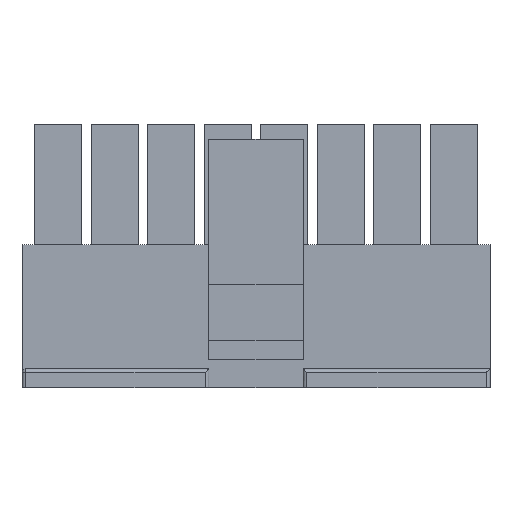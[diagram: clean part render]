
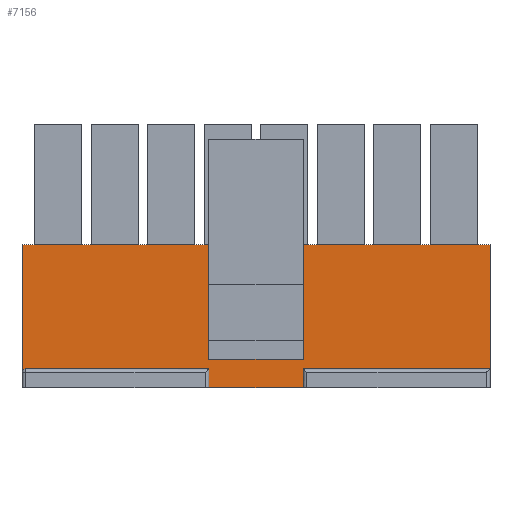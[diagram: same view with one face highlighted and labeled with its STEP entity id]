
A CAD part, top view. The second image highlights one B-rep face of the part: STEP entity #7156.
In plain terms, the highlighted planar face has unit normal (0, 0, 1).
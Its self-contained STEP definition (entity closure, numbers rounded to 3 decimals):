
#47=CIRCLE('',#7567,0.2);
#955=ORIENTED_EDGE('',*,*,#2107,.F.);
#956=ORIENTED_EDGE('',*,*,#2777,.T.);
#957=ORIENTED_EDGE('',*,*,#2113,.T.);
#958=ORIENTED_EDGE('',*,*,#2778,.T.);
#959=ORIENTED_EDGE('',*,*,#2779,.T.);
#960=ORIENTED_EDGE('',*,*,#2780,.F.);
#961=ORIENTED_EDGE('',*,*,#2781,.F.);
#962=ORIENTED_EDGE('',*,*,#2782,.F.);
#963=ORIENTED_EDGE('',*,*,#2783,.T.);
#964=ORIENTED_EDGE('',*,*,#2784,.F.);
#965=ORIENTED_EDGE('',*,*,#2785,.T.);
#966=ORIENTED_EDGE('',*,*,#2770,.F.);
#967=ORIENTED_EDGE('',*,*,#2786,.T.);
#968=ORIENTED_EDGE('',*,*,#2213,.F.);
#969=ORIENTED_EDGE('',*,*,#2787,.F.);
#970=ORIENTED_EDGE('',*,*,#2769,.F.);
#971=ORIENTED_EDGE('',*,*,#2788,.T.);
#2107=EDGE_CURVE('',#3132,#3133,#3786,.T.);
#2113=EDGE_CURVE('',#3138,#3139,#3792,.T.);
#2213=EDGE_CURVE('',#3219,#3220,#3891,.T.);
#2769=EDGE_CURVE('',#3647,#3644,#4442,.T.);
#2770=EDGE_CURVE('',#3648,#3649,#4443,.T.);
#2777=EDGE_CURVE('',#3132,#3138,#4450,.T.);
#2778=EDGE_CURVE('',#3139,#3133,#4451,.T.);
#2779=EDGE_CURVE('',#3654,#3655,#4452,.T.);
#2780=EDGE_CURVE('',#3656,#3655,#4453,.T.);
#2781=EDGE_CURVE('',#3657,#3656,#4454,.T.);
#2782=EDGE_CURVE('',#3654,#3657,#4455,.T.);
#2783=EDGE_CURVE('',#3658,#3659,#4456,.T.);
#2784=EDGE_CURVE('',#3660,#3659,#4457,.T.);
#2785=EDGE_CURVE('',#3660,#3649,#47,.F.);
#2786=EDGE_CURVE('',#3648,#3220,#4458,.T.);
#2787=EDGE_CURVE('',#3644,#3219,#4459,.T.);
#2788=EDGE_CURVE('',#3647,#3658,#4460,.T.);
#3132=VERTEX_POINT('',#9664);
#3133=VERTEX_POINT('',#9666);
#3138=VERTEX_POINT('',#9679);
#3139=VERTEX_POINT('',#9680);
#3219=VERTEX_POINT('',#9876);
#3220=VERTEX_POINT('',#9878);
#3644=VERTEX_POINT('',#10970);
#3647=VERTEX_POINT('',#10975);
#3648=VERTEX_POINT('',#10979);
#3649=VERTEX_POINT('',#10980);
#3654=VERTEX_POINT('',#10996);
#3655=VERTEX_POINT('',#10997);
#3656=VERTEX_POINT('',#10999);
#3657=VERTEX_POINT('',#11001);
#3658=VERTEX_POINT('',#11004);
#3659=VERTEX_POINT('',#11005);
#3660=VERTEX_POINT('',#11007);
#3786=LINE('',#9665,#4792);
#3792=LINE('',#9678,#4798);
#3891=LINE('',#9877,#4897);
#4442=LINE('',#10976,#5448);
#4443=LINE('',#10978,#5449);
#4450=LINE('',#10993,#5456);
#4451=LINE('',#10994,#5457);
#4452=LINE('',#10995,#5458);
#4453=LINE('',#10998,#5459);
#4454=LINE('',#11000,#5460);
#4455=LINE('',#11002,#5461);
#4456=LINE('',#11003,#5462);
#4457=LINE('',#11006,#5463);
#4458=LINE('',#11009,#5464);
#4459=LINE('',#11010,#5465);
#4460=LINE('',#11011,#5466);
#4792=VECTOR('',#7838,1000.);
#4798=VECTOR('',#7848,1000.);
#4897=VECTOR('',#7983,1000.);
#5448=VECTOR('',#8774,1000.);
#5449=VECTOR('',#8777,1000.);
#5456=VECTOR('',#8788,1000.);
#5457=VECTOR('',#8789,1000.);
#5458=VECTOR('',#8790,1000.);
#5459=VECTOR('',#8791,1000.);
#5460=VECTOR('',#8792,1000.);
#5461=VECTOR('',#8793,1000.);
#5462=VECTOR('',#8794,1000.);
#5463=VECTOR('',#8795,1000.);
#5464=VECTOR('',#8798,1000.);
#5465=VECTOR('',#8799,1000.);
#5466=VECTOR('',#8800,1000.);
#5957=EDGE_LOOP('',(#955,#956,#957,#958));
#5958=EDGE_LOOP('',(#959,#960,#961,#962));
#5959=EDGE_LOOP('',(#963,#964,#965,#966,#967,#968,#969,#970,#971));
#6380=FACE_BOUND('',#5957,.T.);
#6381=FACE_BOUND('',#5958,.T.);
#6382=FACE_BOUND('',#5959,.T.);
#6779=PLANE('',#7566);
#7156=ADVANCED_FACE('',(#6380,#6381,#6382),#6779,.T.);
#7566=AXIS2_PLACEMENT_3D('',#10992,#8786,#8787);
#7567=AXIS2_PLACEMENT_3D('',#11008,#8796,#8797);
#7838=DIRECTION('',(-1.,0.,0.));
#7848=DIRECTION('',(-1.,0.,0.));
#7983=DIRECTION('',(-1.,0.,0.));
#8774=DIRECTION('',(-1.,0.,0.));
#8777=DIRECTION('',(-1.,0.,0.));
#8786=DIRECTION('',(0.,0.,1.));
#8787=DIRECTION('',(1.,0.,0.));
#8788=DIRECTION('',(0.,-1.,0.));
#8789=DIRECTION('',(0.,1.,0.));
#8790=DIRECTION('',(-1.,0.,0.));
#8791=DIRECTION('',(0.,-1.,0.));
#8792=DIRECTION('',(-1.,0.,0.));
#8793=DIRECTION('',(0.,1.,0.));
#8794=DIRECTION('',(-1.,0.,0.));
#8795=DIRECTION('',(0.,1.,0.));
#8796=DIRECTION('',(0.,0.,1.));
#8797=DIRECTION('',(1.,0.,0.));
#8798=DIRECTION('',(0.,-1.,0.));
#8799=DIRECTION('',(0.,-1.,0.));
#8800=DIRECTION('',(0.,1.,0.));
#9664=CARTESIAN_POINT('',(-1.625,2.419,1.93));
#9665=CARTESIAN_POINT('',(2.5,2.419,1.93));
#9666=CARTESIAN_POINT('',(-2.5,2.419,1.93));
#9678=CARTESIAN_POINT('',(2.5,1.619,1.93));
#9679=CARTESIAN_POINT('',(-1.625,1.619,1.93));
#9680=CARTESIAN_POINT('',(-2.5,1.619,1.93));
#9876=CARTESIAN_POINT('',(2.5,-4.3,1.93));
#9877=CARTESIAN_POINT('',(2.5,-4.3,1.93));
#9878=CARTESIAN_POINT('',(-2.5,-4.3,1.93));
#10970=CARTESIAN_POINT('',(2.5,-3.3,1.93));
#10975=CARTESIAN_POINT('',(12.425,-3.3,1.93));
#10976=CARTESIAN_POINT('',(12.425,-3.3,1.93));
#10978=CARTESIAN_POINT('',(12.425,-3.3,1.93));
#10979=CARTESIAN_POINT('',(-2.5,-3.3,1.93));
#10980=CARTESIAN_POINT('',(-12.225,-3.3,1.93));
#10992=CARTESIAN_POINT('',(12.425,-3.3,1.93));
#10993=CARTESIAN_POINT('',(-1.625,6.65,1.93));
#10994=CARTESIAN_POINT('',(-2.5,1.619,1.93));
#10995=CARTESIAN_POINT('',(2.5,1.619,1.93));
#10996=CARTESIAN_POINT('',(2.5,1.619,1.93));
#10997=CARTESIAN_POINT('',(1.625,1.619,1.93));
#10998=CARTESIAN_POINT('',(1.625,6.65,1.93));
#10999=CARTESIAN_POINT('',(1.625,2.419,1.93));
#11000=CARTESIAN_POINT('',(2.5,2.419,1.93));
#11001=CARTESIAN_POINT('',(2.5,2.419,1.93));
#11002=CARTESIAN_POINT('',(2.5,1.619,1.93));
#11003=CARTESIAN_POINT('',(12.425,3.3,1.93));
#11004=CARTESIAN_POINT('',(12.425,3.3,1.93));
#11005=CARTESIAN_POINT('',(-12.425,3.3,1.93));
#11006=CARTESIAN_POINT('',(-12.425,-3.3,1.93));
#11007=CARTESIAN_POINT('',(-12.425,-3.5,1.93));
#11008=CARTESIAN_POINT('',(-12.225,-3.5,1.93));
#11009=CARTESIAN_POINT('',(-2.5,25.345,1.93));
#11010=CARTESIAN_POINT('',(2.5,25.345,1.93));
#11011=CARTESIAN_POINT('',(12.425,-3.3,1.93));
